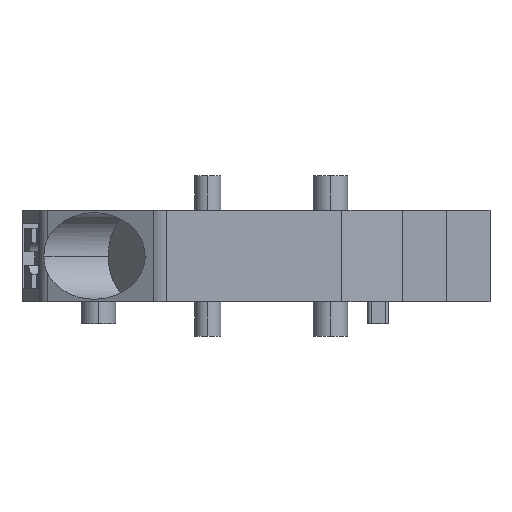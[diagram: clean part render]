
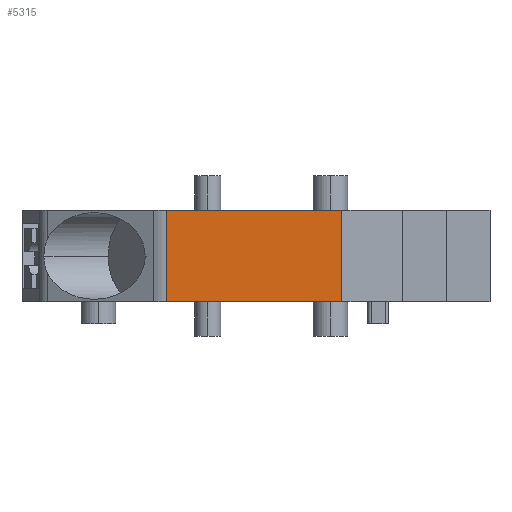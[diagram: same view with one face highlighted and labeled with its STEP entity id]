
A CAD part, left-side view. The second image highlights one B-rep face of the part: STEP entity #5315.
In plain terms, the highlighted planar face has unit normal (-1, 0, 0).
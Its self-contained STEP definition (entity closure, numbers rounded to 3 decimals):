
#301 = DIRECTION ( 'NONE',  ( 0., 1., 0. ) ) ;
#312 = CARTESIAN_POINT ( 'NONE',  ( 279.786, 448.642, -30.63 ) ) ;
#773 = LINE ( 'NONE', #312, #3540 ) ;
#1082 = VECTOR ( 'NONE', #1992, 1000. ) ;
#1132 = VECTOR ( 'NONE', #2509, 1000. ) ;
#1377 = EDGE_CURVE ( 'NONE', #3432, #4469, #2426, .T. ) ;
#1406 = EDGE_CURVE ( 'NONE', #4455, #3419, #2494, .T. ) ;
#1433 = EDGE_CURVE ( 'NONE', #4469, #4455, #2011, .T. ) ;
#1517 = EDGE_LOOP ( 'NONE', ( #4312, #4190, #4288, #4282 ) ) ;
#1979 = CARTESIAN_POINT ( 'NONE',  ( 279.786, 448.642, -25.33 ) ) ;
#1992 = DIRECTION ( 'NONE',  ( 0., -1., 0. ) ) ;
#2011 = LINE ( 'NONE', #1979, #1082 ) ;
#2169 = CARTESIAN_POINT ( 'NONE',  ( 279.786, 448.642, -30.63 ) ) ;
#2210 = CARTESIAN_POINT ( 'NONE',  ( 279.786, 438.544, -30.63 ) ) ;
#2223 = CARTESIAN_POINT ( 'NONE',  ( 279.786, 448.642, -25.33 ) ) ;
#2239 = CARTESIAN_POINT ( 'NONE',  ( 279.786, 438.544, -25.33 ) ) ;
#2385 = DIRECTION ( 'NONE',  ( 0., 0., 1. ) ) ;
#2413 = CARTESIAN_POINT ( 'NONE',  ( 279.786, 448.642, -25.36 ) ) ;
#2426 = LINE ( 'NONE', #2413, #3452 ) ;
#2494 = LINE ( 'NONE', #2514, #1132 ) ;
#2509 = DIRECTION ( 'NONE',  ( 0., 0., -1. ) ) ;
#2514 = CARTESIAN_POINT ( 'NONE',  ( 279.786, 438.544, -25.36 ) ) ;
#3419 = VERTEX_POINT ( 'NONE', #2210 ) ;
#3432 = VERTEX_POINT ( 'NONE', #2169 ) ;
#3452 = VECTOR ( 'NONE', #2385, 1000. ) ;
#3540 = VECTOR ( 'NONE', #301, 1000. ) ;
#3862 = CARTESIAN_POINT ( 'NONE',  ( 279.786, 448.642, -25.36 ) ) ;
#3873 = FACE_OUTER_BOUND ( 'NONE', #1517, .T. ) ;
#3878 = DIRECTION ( 'NONE',  ( 1., 0., 0. ) ) ;
#3879 = DIRECTION ( 'NONE',  ( 0., 1., 0. ) ) ;
#3888 = PLANE ( 'NONE',  #5087 ) ;
#4190 = ORIENTED_EDGE ( 'NONE', *, *, #1433, .F. ) ;
#4282 = ORIENTED_EDGE ( 'NONE', *, *, #4999, .F. ) ;
#4288 = ORIENTED_EDGE ( 'NONE', *, *, #1377, .F. ) ;
#4312 = ORIENTED_EDGE ( 'NONE', *, *, #1406, .F. ) ;
#4455 = VERTEX_POINT ( 'NONE', #2239 ) ;
#4469 = VERTEX_POINT ( 'NONE', #2223 ) ;
#4999 = EDGE_CURVE ( 'NONE', #3419, #3432, #773, .T. ) ;
#5087 = AXIS2_PLACEMENT_3D ( 'NONE', #3862, #3878, #3879 ) ;
#5315 = ADVANCED_FACE ( 'NONE', ( #3873 ), #3888, .F. ) ;
